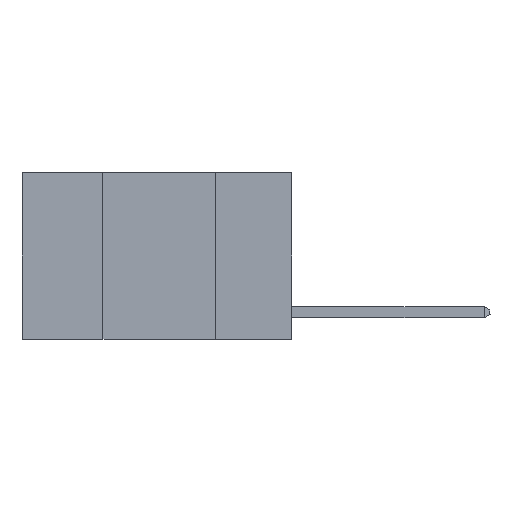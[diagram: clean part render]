
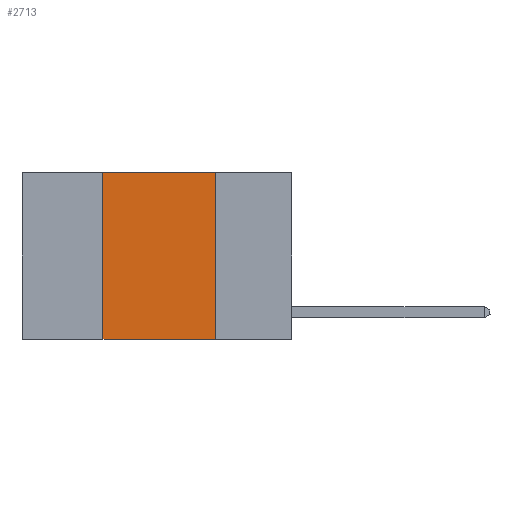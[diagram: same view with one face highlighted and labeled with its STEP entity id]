
A CAD part, left-side view. The second image highlights one B-rep face of the part: STEP entity #2713.
In plain terms, the highlighted planar face has unit normal (-1, 0, 0).
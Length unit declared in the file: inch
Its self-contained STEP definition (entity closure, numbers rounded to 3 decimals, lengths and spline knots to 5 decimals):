
#457 = DIRECTION ( 'NONE',  ( 1., 0., 0. ) ) ;
#657 = ORIENTED_EDGE ( 'NONE', *, *, #8385, .T. ) ;
#875 = FACE_OUTER_BOUND ( 'NONE', #11652, .T. ) ;
#927 = EDGE_CURVE ( 'NONE', #3072, #1789, #16271, .T. ) ;
#1465 = VECTOR ( 'NONE', #1818, 39.37008 ) ;
#1630 = CARTESIAN_POINT ( 'NONE',  ( 0., 0.6, 0. ) ) ;
#1789 = VERTEX_POINT ( 'NONE', #5587 ) ;
#1818 = DIRECTION ( 'NONE',  ( 0., 0., 1. ) ) ;
#2713 = ADVANCED_FACE ( 'NONE', ( #875 ), #6433, .F. ) ;
#3072 = VERTEX_POINT ( 'NONE', #14945 ) ;
#3342 = VERTEX_POINT ( 'NONE', #17487 ) ;
#4780 = CARTESIAN_POINT ( 'NONE',  ( 0., 0.42, 0. ) ) ;
#5055 = LINE ( 'NONE', #9785, #16952 ) ;
#5587 = CARTESIAN_POINT ( 'NONE',  ( 0., 0.17, 0. ) ) ;
#6250 = CARTESIAN_POINT ( 'NONE',  ( 0., 0.6, 0. ) ) ;
#6433 = PLANE ( 'NONE',  #8549 ) ;
#7778 = DIRECTION ( 'NONE',  ( 0., 0., -1. ) ) ;
#7866 = EDGE_CURVE ( 'NONE', #1789, #11195, #5055, .T. ) ;
#8385 = EDGE_CURVE ( 'NONE', #3342, #11195, #12796, .T. ) ;
#8549 = AXIS2_PLACEMENT_3D ( 'NONE', #6250, #457, #7778 ) ;
#8915 = VECTOR ( 'NONE', #13443, 39.37008 ) ;
#9597 = ORIENTED_EDGE ( 'NONE', *, *, #927, .F. ) ;
#9715 = LINE ( 'NONE', #4780, #1465 ) ;
#9785 = CARTESIAN_POINT ( 'NONE',  ( 0., 0.17, 0. ) ) ;
#10036 = CARTESIAN_POINT ( 'NONE',  ( 0., 0.17, -0.37 ) ) ;
#10340 = VECTOR ( 'NONE', #11942, 39.37008 ) ;
#11195 = VERTEX_POINT ( 'NONE', #10036 ) ;
#11652 = EDGE_LOOP ( 'NONE', ( #12838, #9597, #18611, #657 ) ) ;
#11942 = DIRECTION ( 'NONE',  ( 0., -1., 0. ) ) ;
#12796 = LINE ( 'NONE', #16317, #8915 ) ;
#12838 = ORIENTED_EDGE ( 'NONE', *, *, #7866, .F. ) ;
#13443 = DIRECTION ( 'NONE',  ( 0., -1., 0. ) ) ;
#14945 = CARTESIAN_POINT ( 'NONE',  ( 0., 0.42, 0. ) ) ;
#15502 = DIRECTION ( 'NONE',  ( 0., 0., -1. ) ) ;
#16271 = LINE ( 'NONE', #1630, #10340 ) ;
#16317 = CARTESIAN_POINT ( 'NONE',  ( 0., 0.6, -0.37 ) ) ;
#16952 = VECTOR ( 'NONE', #15502, 39.37008 ) ;
#17487 = CARTESIAN_POINT ( 'NONE',  ( 0., 0.42, -0.37 ) ) ;
#18362 = EDGE_CURVE ( 'NONE', #3342, #3072, #9715, .T. ) ;
#18611 = ORIENTED_EDGE ( 'NONE', *, *, #18362, .F. ) ;
